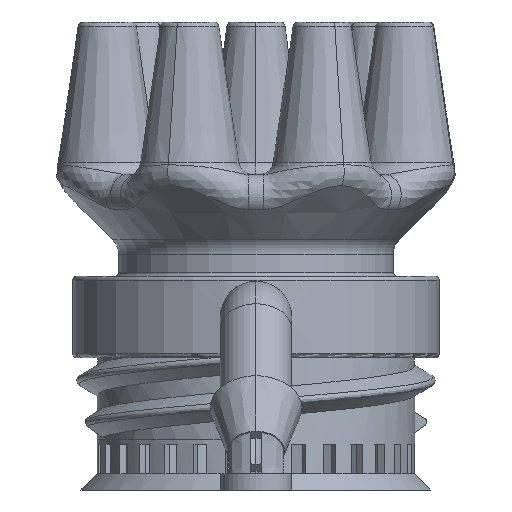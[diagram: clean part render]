
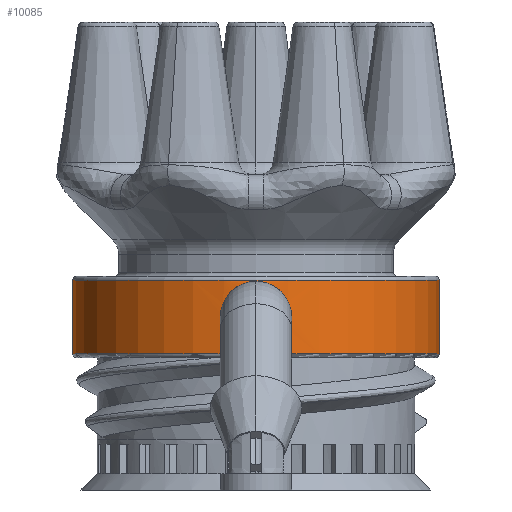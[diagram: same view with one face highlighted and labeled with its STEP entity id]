
A CAD part, front view. The second image highlights one B-rep face of the part: STEP entity #10085.
In plain terms, the highlighted cylindrical face has radius 9 mm (diameter 18 mm), a partial arc.
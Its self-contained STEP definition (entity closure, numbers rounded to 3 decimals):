
#91=CARTESIAN_POINT('',(0.,0.,0.2));
#92=DIRECTION('',(0.,0.,1.));
#93=DIRECTION('',(-1.,0.,0.));
#94=AXIS2_PLACEMENT_3D('',#91,#92,#93);
#116=CARTESIAN_POINT('',(0.,-9.,0.25));
#117=CARTESIAN_POINT('',(0.11,-9.,0.25));
#118=CARTESIAN_POINT('',(0.33,-8.996,
0.27));
#119=CARTESIAN_POINT('',(0.676,-8.977,
0.373));
#120=CARTESIAN_POINT('',(0.98,-8.948,
0.537));
#121=CARTESIAN_POINT('',(1.244,-8.915,0.753));
#122=CARTESIAN_POINT('',(1.46,-8.881,1.015));
#123=CARTESIAN_POINT('',(1.626,-8.852,1.32));
#124=CARTESIAN_POINT('',(1.731,-8.832,1.673));
#125=CARTESIAN_POINT('',(1.76,-8.826,2.008));
#126=CARTESIAN_POINT('',(1.727,-8.833,2.35));
#127=CARTESIAN_POINT('',(1.617,-8.854,2.7));
#128=CARTESIAN_POINT('',(1.448,-8.883,3.001));
#129=CARTESIAN_POINT('',(1.233,-8.916,3.257));
#130=CARTESIAN_POINT('',(0.97,-8.949,3.469));
#131=CARTESIAN_POINT('',(0.668,-8.977,3.63));
#132=CARTESIAN_POINT('',(0.326,-8.996,3.731));
#133=CARTESIAN_POINT('',(0.109,-9.,3.75));
#134=CARTESIAN_POINT('',(0.,-9.,3.75));
#136=CARTESIAN_POINT('',(0.,-9.,3.75));
#137=CARTESIAN_POINT('',(-0.11,-9.,3.75));
#138=CARTESIAN_POINT('',(-0.33,-8.996,
3.73));
#139=CARTESIAN_POINT('',(-0.676,-8.977,
3.627));
#140=CARTESIAN_POINT('',(-0.98,-8.948,
3.463));
#141=CARTESIAN_POINT('',(-1.244,-8.915,3.247));
#142=CARTESIAN_POINT('',(-1.46,-8.881,2.984));
#143=CARTESIAN_POINT('',(-1.626,-8.852,2.68));
#144=CARTESIAN_POINT('',(-1.731,-8.832,2.327));
#145=CARTESIAN_POINT('',(-1.76,-8.826,1.993));
#146=CARTESIAN_POINT('',(-1.727,-8.833,1.65));
#147=CARTESIAN_POINT('',(-1.617,-8.854,1.3));
#148=CARTESIAN_POINT('',(-1.449,-8.883,
0.999));
#149=CARTESIAN_POINT('',(-1.233,-8.916,
0.743));
#150=CARTESIAN_POINT('',(-0.97,-8.949,
0.531));
#151=CARTESIAN_POINT('',(-0.668,-8.977,
0.37));
#152=CARTESIAN_POINT('',(-0.326,-8.996,
0.269));
#153=CARTESIAN_POINT('',(-0.109,-9.,0.25));
#154=CARTESIAN_POINT('',(0.,-9.,0.25));
#156=CARTESIAN_POINT('',(0.,0.,3.8));
#157=DIRECTION('',(0.,0.,1.));
#158=DIRECTION('',(-1.,0.,0.));
#159=AXIS2_PLACEMENT_3D('',#156,#157,#158);
#161=DIRECTION('',(0.,0.,1.));
#162=VECTOR('',#161,3.6);
#163=CARTESIAN_POINT('',(-9.,0.,0.2));
#164=LINE('',#163,#162);
#5310=DIRECTION('',(0.,0.,1.));
#5311=VECTOR('',#5310,3.6);
#5312=CARTESIAN_POINT('',(9.,0.,0.2));
#5313=LINE('',#5312,#5311);
#8727=CARTESIAN_POINT('',(9.,0.,3.8));
#8728=CARTESIAN_POINT('',(-9.,0.,3.8));
#8729=VERTEX_POINT('',#8727);
#8730=VERTEX_POINT('',#8728);
#8735=CARTESIAN_POINT('',(9.,0.,0.2));
#8737=VERTEX_POINT('',#8735);
#8741=CARTESIAN_POINT('',(-9.,0.,0.2));
#8742=VERTEX_POINT('',#8741);
#9918=VERTEX_POINT('',#116);
#9919=VERTEX_POINT('',#134);
#10065=CARTESIAN_POINT('',(0.,0.,0.));
#10066=DIRECTION('',(0.,0.,1.));
#10067=DIRECTION('',(1.,0.,0.));
#10068=AXIS2_PLACEMENT_3D('',#10065,#10066,#10067);
#10069=CYLINDRICAL_SURFACE('',#10068,9.);
#10071=ORIENTED_EDGE('',*,*,#10070,.T.);
#10073=ORIENTED_EDGE('',*,*,#10072,.F.);
#10074=ORIENTED_EDGE('',*,*,#10044,.F.);
#10076=ORIENTED_EDGE('',*,*,#10075,.T.);
#10077=EDGE_LOOP('',(#10071,#10073,#10074,#10076));
#10078=FACE_OUTER_BOUND('',#10077,.F.);
#10080=ORIENTED_EDGE('',*,*,#10079,.T.);
#10082=ORIENTED_EDGE('',*,*,#10081,.T.);
#10083=EDGE_LOOP('',(#10080,#10082));
#10084=FACE_BOUND('',#10083,.F.);
#10085=ADVANCED_FACE('',(#10078,#10084),#10069,.T.);
#95=CIRCLE('',#94,9.);
#135=B_SPLINE_CURVE_WITH_KNOTS('',3,(#116,#117,#118,#119,#120,#121,#122,#123,
#124,#125,#126,#127,#128,#129,#130,#131,#132,#133,#134),.UNSPECIFIED.,.F.,.F.,
(4,1,1,1,1,1,1,1,1,1,1,1,1,1,1,1,4),(0.,0.063,0.125,0.188,0.25,
0.313,0.375,0.438,0.5,0.563,0.625,0.688,0.75,0.813,
0.875,0.938,1.),.UNSPECIFIED.);
#155=B_SPLINE_CURVE_WITH_KNOTS('',3,(#136,#137,#138,#139,#140,#141,#142,#143,
#144,#145,#146,#147,#148,#149,#150,#151,#152,#153,#154),.UNSPECIFIED.,.F.,.F.,
(4,1,1,1,1,1,1,1,1,1,1,1,1,1,1,1,4),(0.,0.063,0.125,0.188,0.25,
0.313,0.375,0.438,0.5,0.563,0.625,0.688,0.75,0.813,
0.875,0.938,1.),.UNSPECIFIED.);
#160=CIRCLE('',#159,9.);
#10044=EDGE_CURVE('',#8742,#8737,#95,.T.);
#10070=EDGE_CURVE('',#8730,#8729,#160,.T.);
#10072=EDGE_CURVE('',#8737,#8729,#5313,.T.);
#10075=EDGE_CURVE('',#8742,#8730,#164,.T.);
#10079=EDGE_CURVE('',#9918,#9919,#135,.T.);
#10081=EDGE_CURVE('',#9919,#9918,#155,.T.);
